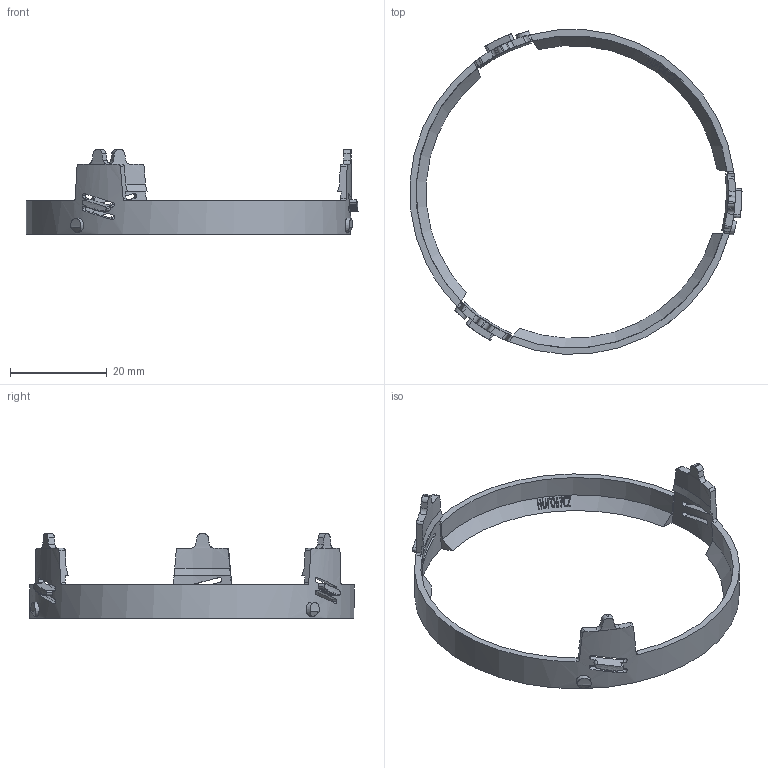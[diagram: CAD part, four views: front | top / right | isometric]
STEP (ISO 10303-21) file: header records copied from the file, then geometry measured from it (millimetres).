
FILE_DESCRIPTION(('STEP AP242'),'1');
FILE_NAME('HOLDER UFO ZOOM 67.stp','2025-12-15T15:41:27',(' '),(' '),'Spatial InterOp 3D',' ',' ');
FILE_SCHEMA(('AP242_MANAGED_MODEL_BASED_3D_ENGINEERING_MIM_LF {1 0 10303 442 1 1 4}'));
Length unit declared in the file: millimetre
Products named in the file (1): HOLDER UFO ZOOM 67
Bounding box: 68.5 x 66.96 x 17.49 mm (x, y, z)
Volume: 2589.1 mm3; surface area: 4581.3 mm2
Topology: 1 solids, 1 shells, 374 faces, 1090 edges, 730 vertices
Faces by surface type: extrusion 135, plane 109, cylinder 104, cone 26
Entity records: 18734 total; most frequent: CARTESIAN_POINT 6821, ORIENTED_EDGE 2164, DIRECTION 1252, EDGE_CURVE 1082, B_SPLINE_CURVE_WITH_KNOTS 727, VERTEX_POINT 726, VECTOR 478, EDGE_LOOP 404
